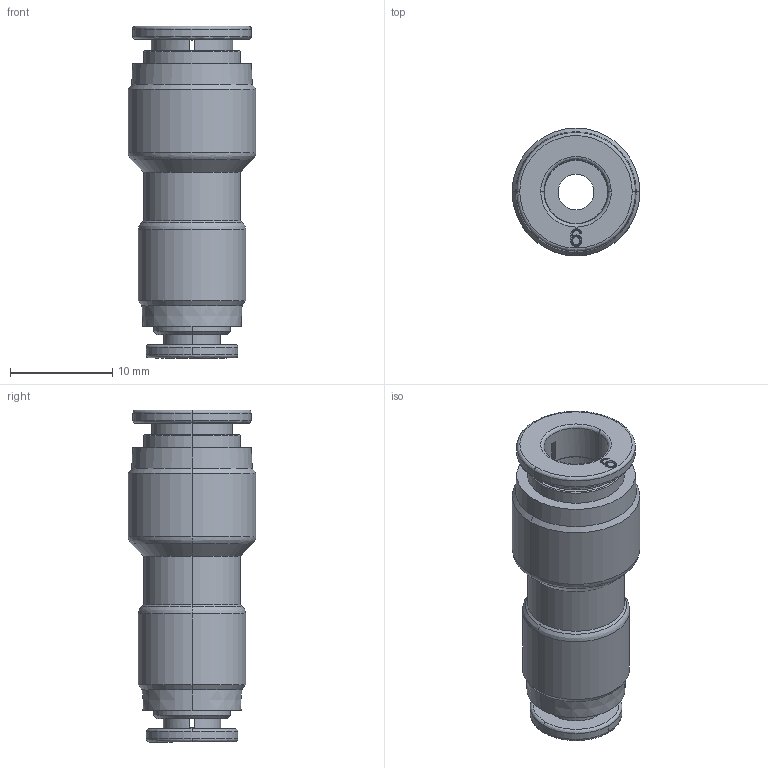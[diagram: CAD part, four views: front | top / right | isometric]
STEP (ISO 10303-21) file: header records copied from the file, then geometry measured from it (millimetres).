
FILE_DESCRIPTION (( 'STEP AP214' ), '1' );
FILE_NAME ('UR6M-4M-SS.step', '2018-03-13T19:29:58', ( '' ), ( '' ), 'SwSTEP 2.0', 'SolidWorks 2017', '' );
FILE_SCHEMA (( 'AUTOMOTIVE_DESIGN' ));
Length unit declared in the file: inch
Products named in the file (1): UR6M-4M-SS
Bounding box: 12.5 x 12.5 x 32.5 mm (x, y, z)
Volume: 2127.1 mm3; surface area: 2041.6 mm2
Topology: 1 solids, 1 shells, 123 faces, 305 edges, 192 vertices
Faces by surface type: plane 43, bspline 32, cylinder 28, cone 20
Entity records: 4439 total; most frequent: CARTESIAN_POINT 1583, ORIENTED_EDGE 610, DIRECTION 553, EDGE_CURVE 305, AXIS2_PLACEMENT_3D 210, VERTEX_POINT 192, EDGE_LOOP 141, VECTOR 133
